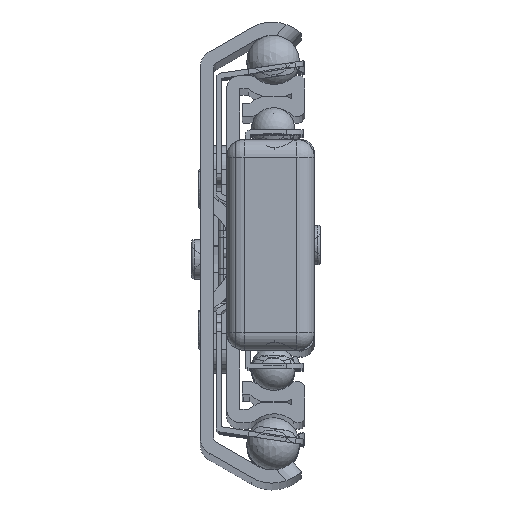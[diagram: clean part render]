
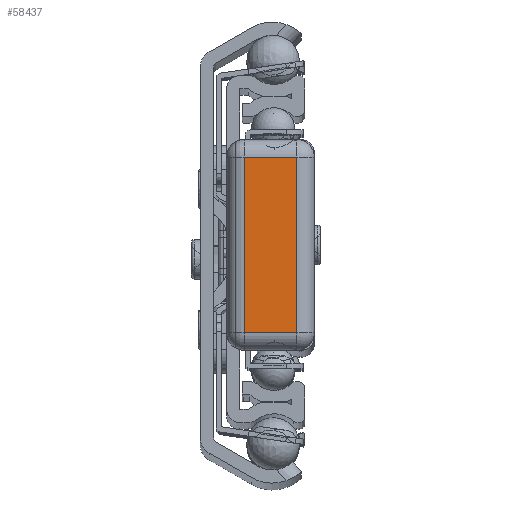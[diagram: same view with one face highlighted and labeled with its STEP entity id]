
A CAD part, top view. The second image highlights one B-rep face of the part: STEP entity #58437.
In plain terms, the highlighted planar face has unit normal (0, 0, 1).
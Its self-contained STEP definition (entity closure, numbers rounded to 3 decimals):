
#3247=PLANE('',#61967);
#5603=FACE_OUTER_BOUND('',#8647,.T.);
#8647=EDGE_LOOP('',(#38875,#38876,#38877,#38878));
#11926=LINE('',#83643,#16112);
#11928=LINE('',#83651,#16114);
#11930=LINE('',#83661,#16116);
#11932=LINE('',#83670,#16118);
#16112=VECTOR('',#68273,10.);
#16114=VECTOR('',#68281,10.);
#16116=VECTOR('',#68293,10.);
#16118=VECTOR('',#68305,10.);
#22748=VERTEX_POINT('',#83640);
#22749=VERTEX_POINT('',#83642);
#22752=VERTEX_POINT('',#83650);
#22755=VERTEX_POINT('',#83660);
#28997=EDGE_CURVE('',#22748,#22749,#11926,.T.);
#29001=EDGE_CURVE('',#22749,#22752,#11928,.T.);
#29006=EDGE_CURVE('',#22752,#22755,#11930,.T.);
#29011=EDGE_CURVE('',#22755,#22748,#11932,.T.);
#38875=ORIENTED_EDGE('',*,*,#28997,.F.);
#38876=ORIENTED_EDGE('',*,*,#29011,.F.);
#38877=ORIENTED_EDGE('',*,*,#29006,.F.);
#38878=ORIENTED_EDGE('',*,*,#29001,.F.);
#58437=ADVANCED_FACE('',(#5603),#3247,.T.);
#61967=AXIS2_PLACEMENT_3D('',#83684,#68327,#68328);
#68273=DIRECTION('',(0.,1.,0.));
#68281=DIRECTION('',(1.,0.,0.));
#68293=DIRECTION('',(0.,-1.,0.));
#68305=DIRECTION('',(-1.,0.,0.));
#68327=DIRECTION('center_axis',(0.,0.,
1.));
#68328=DIRECTION('ref_axis',(-1.,0.,0.));
#83640=CARTESIAN_POINT('',(-3.2,-10.,725.));
#83642=CARTESIAN_POINT('',(-3.2,10.,725.));
#83643=CARTESIAN_POINT('',(-3.2,-5.,725.));
#83650=CARTESIAN_POINT('',(2.8,10.,725.));
#83651=CARTESIAN_POINT('',(-1.7,10.,725.));
#83660=CARTESIAN_POINT('',(2.8,-10.,725.));
#83661=CARTESIAN_POINT('',(2.8,5.,725.));
#83670=CARTESIAN_POINT('',(1.3,-10.,725.));
#83684=CARTESIAN_POINT('Origin',(-0.2,0.,
725.));
